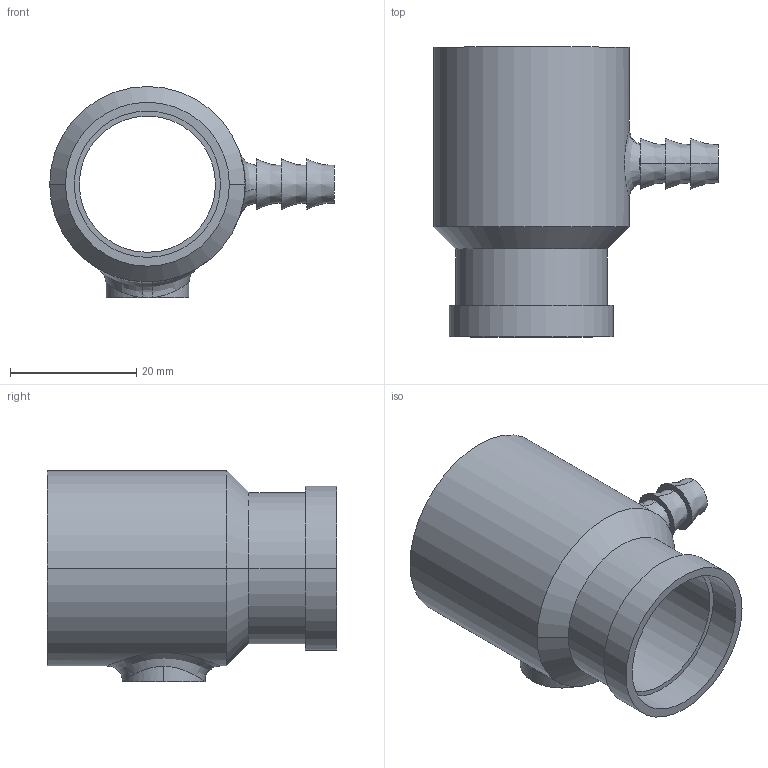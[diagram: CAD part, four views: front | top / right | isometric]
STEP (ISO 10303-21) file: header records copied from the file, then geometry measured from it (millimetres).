
FILE_DESCRIPTION (( 'STEP AP214' ), '1' );
FILE_NAME ('flow_mount.STEP', '2020-03-25T03:28:38', ( '' ), ( '' ), 'SwSTEP 2.0', 'SolidWorks 2016', '' );
FILE_SCHEMA (( 'AUTOMOTIVE_DESIGN' ));
Length unit declared in the file: millimetre
Products named in the file (1): flow_mount
Bounding box: 45.15 x 45.95 x 33.47 mm (x, y, z)
Volume: 11969.4 mm3; surface area: 8945.6 mm2
Topology: 1 solids, 1 shells, 47 faces, 105 edges, 66 vertices
Faces by surface type: cylinder 21, bspline 12, plane 10, cone 4
Entity records: 2467 total; most frequent: CARTESIAN_POINT 1424, ORIENTED_EDGE 210, DIRECTION 205, EDGE_CURVE 105, AXIS2_PLACEMENT_3D 91, VERTEX_POINT 66, EDGE_LOOP 59, CIRCLE 55
